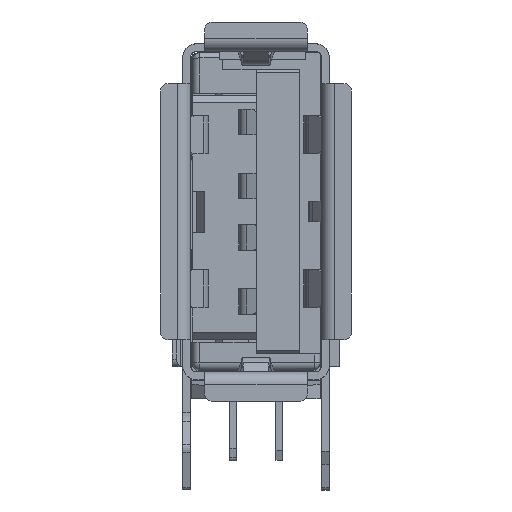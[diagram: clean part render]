
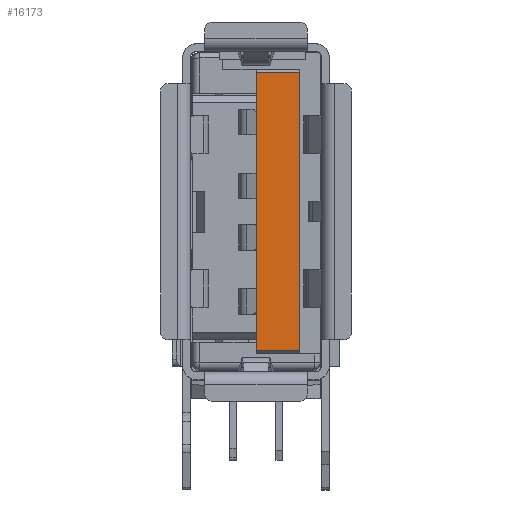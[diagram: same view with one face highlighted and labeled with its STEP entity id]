
A CAD part, left-side view. The second image highlights one B-rep face of the part: STEP entity #16173.
In plain terms, the highlighted planar face has unit normal (-1, 0, 0).
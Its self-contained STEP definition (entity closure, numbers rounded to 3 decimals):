
#903 = CARTESIAN_POINT ( 'NONE',  ( -10.05, 0.26, 2.9 ) ) ;
#3207 = PLANE ( 'NONE',  #45383 ) ;
#3931 = FACE_OUTER_BOUND ( 'NONE', #29700, .T. ) ;
#5305 = DIRECTION ( 'NONE',  ( 0., -1., 0. ) ) ;
#5551 = LINE ( 'NONE', #24519, #48561 ) ;
#7442 = DIRECTION ( 'NONE',  ( 0., 0., -1. ) ) ;
#10117 = ORIENTED_EDGE ( 'NONE', *, *, #10602, .F. ) ;
#10602 = EDGE_CURVE ( 'NONE', #17628, #11714, #46009, .T. ) ;
#10938 = LINE ( 'NONE', #37900, #13410 ) ;
#11714 = VERTEX_POINT ( 'NONE', #21740 ) ;
#12772 = ORIENTED_EDGE ( 'NONE', *, *, #30676, .T. ) ;
#13410 = VECTOR ( 'NONE', #25842, 1000. ) ;
#15271 = CARTESIAN_POINT ( 'NONE',  ( -10.05, 0.25, -8.988 ) ) ;
#16173 = ADVANCED_FACE ( 'NONE', ( #3931 ), #3207, .F. ) ;
#17628 = VERTEX_POINT ( 'NONE', #44036 ) ;
#18031 = VECTOR ( 'NONE', #34390, 1000. ) ;
#18296 = EDGE_CURVE ( 'NONE', #20298, #36054, #5551, .T. ) ;
#18612 = ORIENTED_EDGE ( 'NONE', *, *, #39045, .T. ) ;
#20298 = VERTEX_POINT ( 'NONE', #34113 ) ;
#21740 = CARTESIAN_POINT ( 'NONE',  ( -10.05, 0.25, -8.929 ) ) ;
#24519 = CARTESIAN_POINT ( 'NONE',  ( -10.05, 0.25, 1.929 ) ) ;
#25842 = DIRECTION ( 'NONE',  ( 0., 0., 1. ) ) ;
#27568 = ORIENTED_EDGE ( 'NONE', *, *, #18296, .F. ) ;
#29700 = EDGE_LOOP ( 'NONE', ( #10117, #12772, #27568, #18612 ) ) ;
#30676 = EDGE_CURVE ( 'NONE', #17628, #36054, #10938, .T. ) ;
#30960 = LINE ( 'NONE', #15271, #45234 ) ;
#31221 = DIRECTION ( 'NONE',  ( 0., 0., 1. ) ) ;
#33901 = CARTESIAN_POINT ( 'NONE',  ( -10.05, 0.25, -8.929 ) ) ;
#34113 = CARTESIAN_POINT ( 'NONE',  ( -10.05, 0.25, 1.929 ) ) ;
#34390 = DIRECTION ( 'NONE',  ( 0., 1., 0. ) ) ;
#36054 = VERTEX_POINT ( 'NONE', #44040 ) ;
#37900 = CARTESIAN_POINT ( 'NONE',  ( -10.05, -1.44, 2.9 ) ) ;
#39045 = EDGE_CURVE ( 'NONE', #20298, #11714, #30960, .T. ) ;
#39726 = DIRECTION ( 'NONE',  ( 1., 0., 0. ) ) ;
#44036 = CARTESIAN_POINT ( 'NONE',  ( -10.05, -1.44, -8.929 ) ) ;
#44040 = CARTESIAN_POINT ( 'NONE',  ( -10.05, -1.44, 1.929 ) ) ;
#45234 = VECTOR ( 'NONE', #7442, 1000. ) ;
#45383 = AXIS2_PLACEMENT_3D ( 'NONE', #903, #39726, #31221 ) ;
#46009 = LINE ( 'NONE', #33901, #18031 ) ;
#48561 = VECTOR ( 'NONE', #5305, 1000. ) ;
